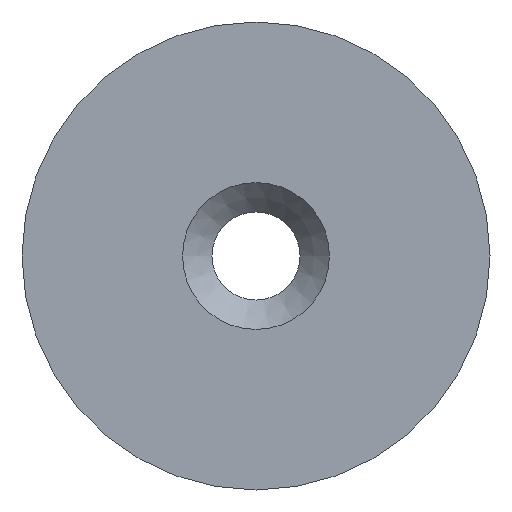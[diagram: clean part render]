
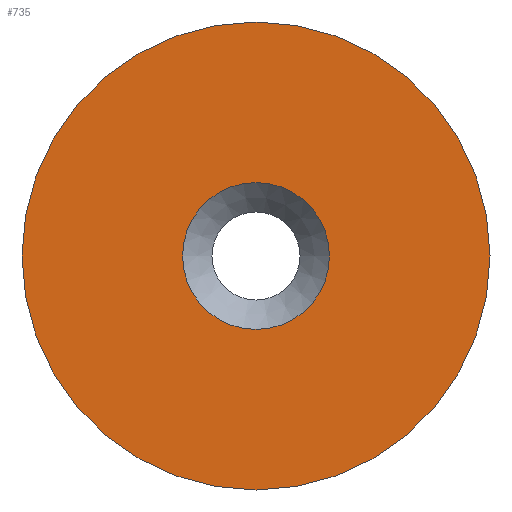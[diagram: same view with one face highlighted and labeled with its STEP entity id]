
A CAD part, front view. The second image highlights one B-rep face of the part: STEP entity #735.
In plain terms, the highlighted planar face has unit normal (0, -1, 0).
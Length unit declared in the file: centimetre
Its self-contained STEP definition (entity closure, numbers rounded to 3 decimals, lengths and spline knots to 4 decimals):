
#131=PLANE('',#845);
#137=VERTEX_POINT('',#1042);
#184=VERTEX_POINT('',#1173);
#197=CIRCLE('',#738,0.35);
#244=CIRCLE('',#822,1.115);
#257=EDGE_CURVE('',#137,#137,#197,.T.);
#304=EDGE_CURVE('',#184,#184,#244,.T.);
#434=ORIENTED_EDGE('',*,*,#257,.T.);
#435=ORIENTED_EDGE('',*,*,#304,.F.);
#554=EDGE_LOOP('',(#434));
#555=EDGE_LOOP('',(#435));
#674=FACE_BOUND('',#554,.T.);
#675=FACE_BOUND('',#555,.T.);
#735=ADVANCED_FACE('',(#674,#675),#131,.T.);
#738=AXIS2_PLACEMENT_3D('',#1041,#850,#851);
#822=AXIS2_PLACEMENT_3D('',#1172,#997,#998);
#845=AXIS2_PLACEMENT_3D('',#1207,#1037,$);
#850=DIRECTION('',(0.,1.,0.));
#851=DIRECTION('',(-0.35,0.,0.));
#997=DIRECTION('',(0.,1.,0.));
#998=DIRECTION('',(-1.115,0.,0.));
#1037=DIRECTION('',(0.,-1.,0.));
#1041=CARTESIAN_POINT('',(0.,0.,0.));
#1042=CARTESIAN_POINT('',(-0.35,0.,0.));
#1172=CARTESIAN_POINT('',(0.,0.,0.));
#1173=CARTESIAN_POINT('',(-1.115,0.,0.));
#1207=CARTESIAN_POINT('',(-0.3,0.,0.));
